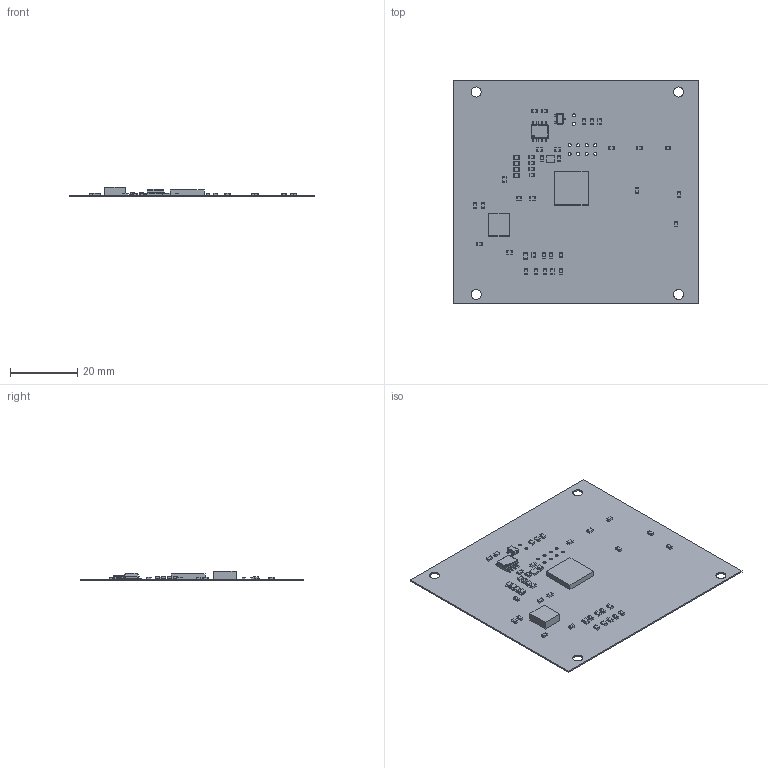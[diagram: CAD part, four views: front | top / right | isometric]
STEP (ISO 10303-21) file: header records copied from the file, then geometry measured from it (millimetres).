
FILE_DESCRIPTION(('Open CASCADE Model'),'2;1');
FILE_NAME('Open CASCADE Shape Model','2019-01-15T20:08:44',('Author'),( 'Open CASCADE'),'Open CASCADE STEP processor 6.8','Open CASCADE 6.8' ,'Unknown');
FILE_SCHEMA(('AUTOMOTIVE_DESIGN { 1 0 10303 214 1 1 1 1 }'));
Length unit declared in the file: millimetre
Products named in the file (86): PCB; Board; C14; 6083181824; Extruded; 6083181632; C13; U2; 6083179328; U1; 5698865664; Open_CASCADE_STEP_translator_6.8_2.1; Body; Open_CASCADE_STEP_translator_6.8_2.2.1; Leader; VR1; 6083179136; R4; 6083181440; 6083181248; D2; 6083180672; 6083180480; D1; 5698865088; Open_CASCADE_STEP_translator_6.8_1.1.1; Y1; 6083179520; R1; 6083179904; 6083179712; R2; R22; R20; R14; R13; R12; R24; R23; R21 ...
Assembly tree (197 placements, depth 5):
  PCB
    Board
    C14
      6083181824
        Extruded
      6083181632  x2
        Extruded
    C13
      6083181824
        Extruded
      6083181632  x2
        Extruded
    U2
      6083179328
        Extruded
    U1
      5698865664
        Open_CASCADE_STEP_translator_6.8_2.1
        Body
          Open_CASCADE_STEP_translator_6.8_2.2.1
        Leader  x8
    VR1
      6083179136
        Extruded
    R4
      6083181440  x2
        Extruded
      6083181248
        Extruded
    D2
      6083180672
        Extruded
      6083180480
        Extruded
    D1
      5698865088
        Body
          Open_CASCADE_STEP_translator_6.8_1.1.1
        Leader  x3
    Y1
      6083179520
        Extruded
    R1
      6083179904  x2
        Extruded
      6083179712
        Extruded
    R2
      6083179904  x2
        Extruded
      6083179712
        Extruded
    R22
      6083179904  x2
        Extruded
      6083179712
        Extruded
    R20
      6083179904  x2
        Extruded
Bounding box: 72.9 x 66.29 x 2.79 mm (x, y, z)
Volume: 2315.8 mm3; surface area: 10635 mm2
Topology: 132 solids, 133 shells, 1095 faces, 2212 edges, 1365 vertices
Faces by surface type: plane 943, cylinder 118, sphere 18, bspline 16
Full cylindrical faces by diameter (mm): 0.5 x1, 0.9 x10, 3 x4
Entity records: 11004 total; most frequent: CARTESIAN_POINT 2868, DIRECTION 1521, ORIENTED_EDGE 1123, AXIS2_PLACEMENT_3D 562, EDGE_CURVE 562, LINE 397, VECTOR 397, VERTEX_POINT 325
